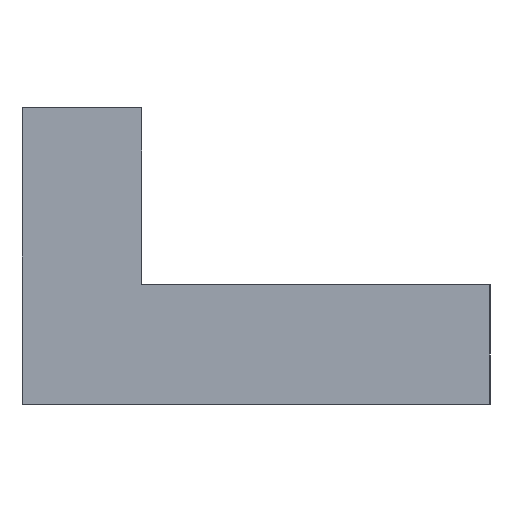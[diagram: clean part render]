
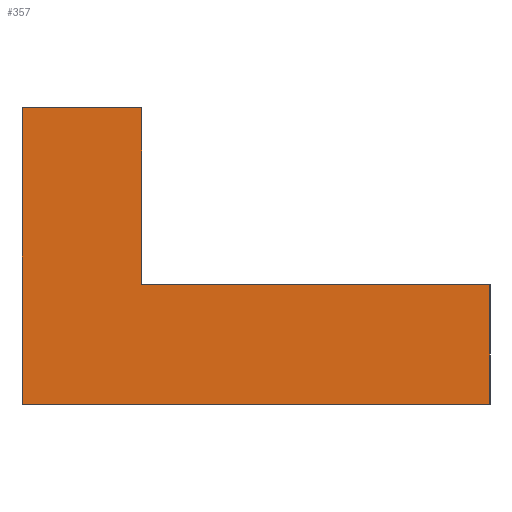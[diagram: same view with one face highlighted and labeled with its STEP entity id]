
A CAD part, left-side view. The second image highlights one B-rep face of the part: STEP entity #357.
In plain terms, the highlighted planar face has unit normal (-1, 0, 0).
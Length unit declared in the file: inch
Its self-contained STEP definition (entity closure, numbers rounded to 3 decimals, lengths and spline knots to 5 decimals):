
#8 = CARTESIAN_POINT ( 'NONE',  ( -0.65, -0.3644, -0.03 ) ) ;
#17 = CARTESIAN_POINT ( 'NONE',  ( -0.65, 0.125, 0.155 ) ) ;
#30 = CARTESIAN_POINT ( 'NONE',  ( -0.65, 0.125, -0.155 ) ) ;
#38 = ORIENTED_EDGE ( 'NONE', *, *, #541, .F. ) ;
#41 = FACE_OUTER_BOUND ( 'NONE', #645, .T. ) ;
#72 = CARTESIAN_POINT ( 'NONE',  ( -0.65, -0.3644, -0.03 ) ) ;
#77 = VECTOR ( 'NONE', #671, 39.37008 ) ;
#101 = ORIENTED_EDGE ( 'NONE', *, *, #213, .T. ) ;
#102 = CARTESIAN_POINT ( 'NONE',  ( -0.65, 0.125, 0.155 ) ) ;
#139 = DIRECTION ( 'NONE',  ( 0., 0., 1. ) ) ;
#163 = VECTOR ( 'NONE', #666, 39.37008 ) ;
#164 = DIRECTION ( 'NONE',  ( 0., 0., -1. ) ) ;
#178 = AXIS2_PLACEMENT_3D ( 'NONE', #368, #234, #164 ) ;
#185 = VECTOR ( 'NONE', #585, 39.37008 ) ;
#189 = VERTEX_POINT ( 'NONE', #769 ) ;
#213 = EDGE_CURVE ( 'NONE', #687, #282, #647, .T. ) ;
#234 = DIRECTION ( 'NONE',  ( 1., 0., 0. ) ) ;
#282 = VERTEX_POINT ( 'NONE', #429 ) ;
#297 = LINE ( 'NONE', #30, #77 ) ;
#300 = ORIENTED_EDGE ( 'NONE', *, *, #724, .T. ) ;
#311 = DIRECTION ( 'NONE',  ( 0., 0., 1. ) ) ;
#312 = EDGE_CURVE ( 'NONE', #686, #189, #412, .T. ) ;
#313 = PLANE ( 'NONE',  #178 ) ;
#326 = ORIENTED_EDGE ( 'NONE', *, *, #354, .F. ) ;
#354 = EDGE_CURVE ( 'NONE', #573, #488, #621, .T. ) ;
#357 = ADVANCED_FACE ( 'NONE', ( #41 ), #313, .F. ) ;
#368 = CARTESIAN_POINT ( 'NONE',  ( -0.65, 0.125, 0.155 ) ) ;
#412 = LINE ( 'NONE', #662, #163 ) ;
#429 = CARTESIAN_POINT ( 'NONE',  ( -0.65, 0., 0.155 ) ) ;
#440 = VECTOR ( 'NONE', #311, 39.37008 ) ;
#488 = VERTEX_POINT ( 'NONE', #17 ) ;
#518 = EDGE_CURVE ( 'NONE', #686, #687, #601, .T. ) ;
#528 = CARTESIAN_POINT ( 'NONE',  ( -0.65, 0.125, -0.155 ) ) ;
#541 = EDGE_CURVE ( 'NONE', #488, #282, #606, .T. ) ;
#546 = CARTESIAN_POINT ( 'NONE',  ( -0.65, 0., -0.03 ) ) ;
#571 = CARTESIAN_POINT ( 'NONE',  ( -0.65, 0., 0.155 ) ) ;
#573 = VERTEX_POINT ( 'NONE', #528 ) ;
#585 = DIRECTION ( 'NONE',  ( 0., 1., 0. ) ) ;
#601 = LINE ( 'NONE', #8, #185 ) ;
#606 = LINE ( 'NONE', #693, #704 ) ;
#621 = LINE ( 'NONE', #102, #440 ) ;
#636 = ORIENTED_EDGE ( 'NONE', *, *, #518, .T. ) ;
#645 = EDGE_LOOP ( 'NONE', ( #300, #760, #636, #101, #38, #326 ) ) ;
#647 = LINE ( 'NONE', #571, #699 ) ;
#662 = CARTESIAN_POINT ( 'NONE',  ( -0.65, -0.3644, -0.155 ) ) ;
#666 = DIRECTION ( 'NONE',  ( 0., 0., -1. ) ) ;
#671 = DIRECTION ( 'NONE',  ( 0., -1., 0. ) ) ;
#675 = DIRECTION ( 'NONE',  ( 0., -1., 0. ) ) ;
#686 = VERTEX_POINT ( 'NONE', #72 ) ;
#687 = VERTEX_POINT ( 'NONE', #546 ) ;
#693 = CARTESIAN_POINT ( 'NONE',  ( -0.65, 0.125, 0.155 ) ) ;
#699 = VECTOR ( 'NONE', #139, 39.37008 ) ;
#704 = VECTOR ( 'NONE', #675, 39.37008 ) ;
#724 = EDGE_CURVE ( 'NONE', #573, #189, #297, .T. ) ;
#760 = ORIENTED_EDGE ( 'NONE', *, *, #312, .F. ) ;
#769 = CARTESIAN_POINT ( 'NONE',  ( -0.65, -0.3644, -0.155 ) ) ;
